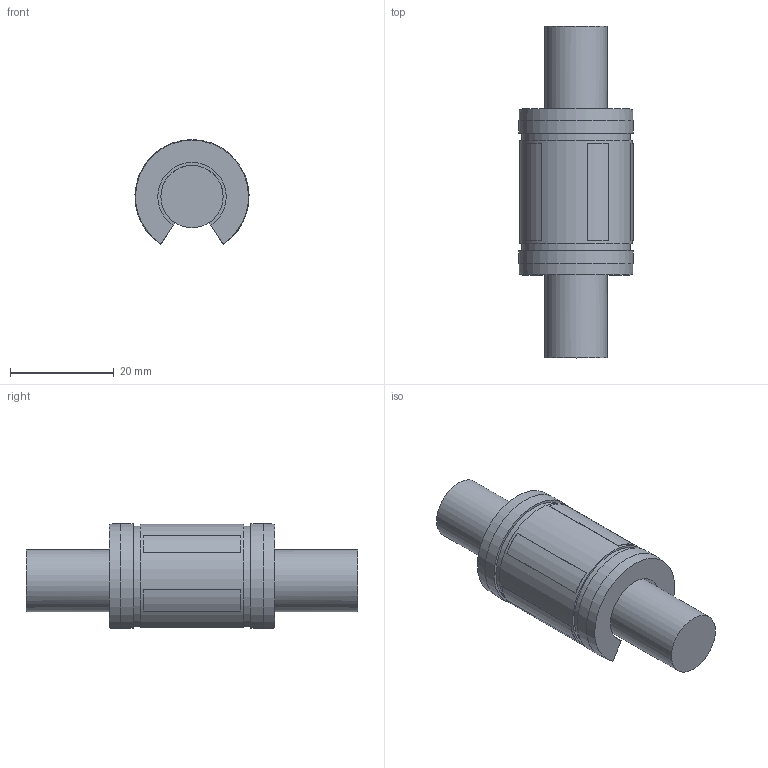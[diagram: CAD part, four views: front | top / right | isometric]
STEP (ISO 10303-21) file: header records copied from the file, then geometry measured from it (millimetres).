
FILE_DESCRIPTION((''),'2;1');
FILE_NAME('LMES12OP.stp','2013-02-14T08:10:58',('user2'),(''),'Autodesk Inventor 2012','Autodesk Inventor 2012','');
FILE_SCHEMA(('AUTOMOTIVE_DESIGN { 1 0 10303 214 1 1 1 1 }'));
Length unit declared in the file: millimetre
Products named in the file (1): LMES12OP
Bounding box: 21.99 x 64 x 20.21 mm (x, y, z)
Volume: 13845.1 mm3; surface area: 4923.7 mm2
Topology: 1 solids, 1 shells, 42 faces, 108 edges, 72 vertices
Faces by surface type: plane 28, cylinder 12, cone 2
Full cylindrical faces by diameter (mm): 12 x1
Entity records: 1312 total; most frequent: DIRECTION 226, CARTESIAN_POINT 217, ORIENTED_EDGE 208, EDGE_CURVE 104, AXIS2_PLACEMENT_3D 79, VERTEX_POINT 70, VECTOR 68, LINE 68
